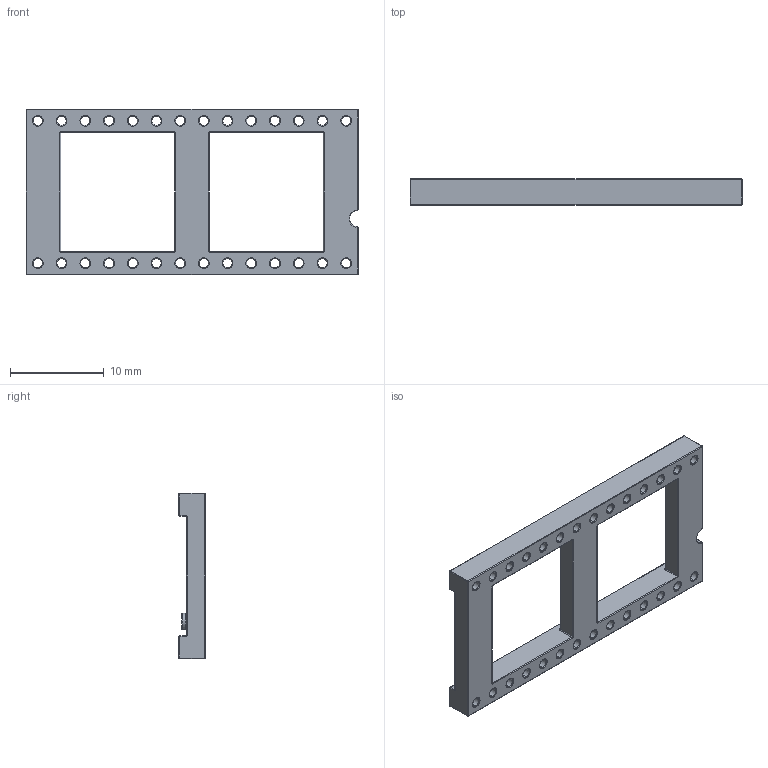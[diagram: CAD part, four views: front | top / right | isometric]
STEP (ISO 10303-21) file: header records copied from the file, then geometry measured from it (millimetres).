
FILE_DESCRIPTION (( 'STEP AP214' ), '1' );
FILE_NAME ('110-xx-628-41-001000.STEP', '2017-10-03T17:50:16', ( '' ), ( '' ), 'SwSTEP 2.0', 'SolidWorks 2014', '' );
FILE_SCHEMA (( 'AUTOMOTIVE_DESIGN' ));
Length unit declared in the file: millimetre
Products named in the file (1): 110-xx-628-41-001000
Bounding box: 35.5 x 2.79 x 17.7 mm (x, y, z)
Volume: 687.5 mm3; surface area: 1373.2 mm2
Topology: 1 solids, 1 shells, 486 faces, 1064 edges, 592 vertices
Faces by surface type: torus 254, cylinder 169, plane 47, sphere 16
Entity records: 13454 total; most frequent: DIRECTION 2850, CARTESIAN_POINT 2127, ORIENTED_EDGE 2096, AXIS2_PLACEMENT_3D 1315, EDGE_CURVE 1048, CIRCLE 828, VERTEX_POINT 592, EDGE_LOOP 574
